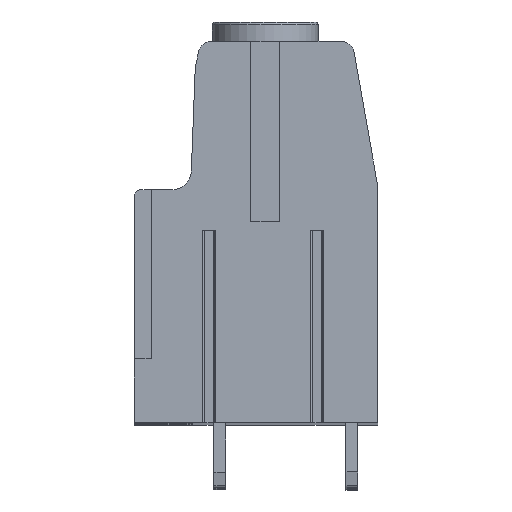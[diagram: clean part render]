
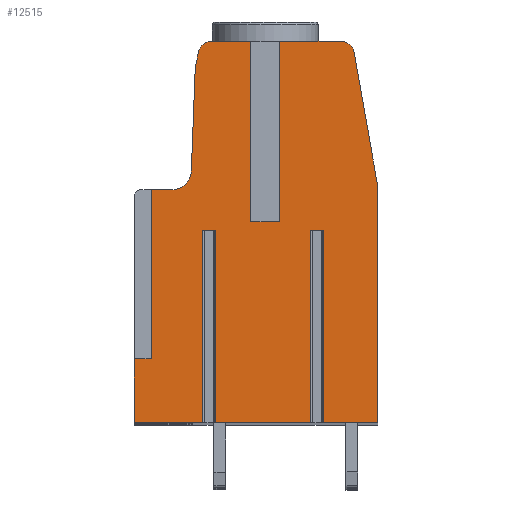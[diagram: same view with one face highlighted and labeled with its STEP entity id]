
A CAD part, top view. The second image highlights one B-rep face of the part: STEP entity #12515.
In plain terms, the highlighted planar face has unit normal (0, 0, 1).
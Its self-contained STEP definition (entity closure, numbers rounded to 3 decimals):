
#16=DIRECTION('',(0.,-1.,0.));
#17=VECTOR('',#16,13.85);
#18=CARTESIAN_POINT('',(1.8,13.9,106.68));
#19=LINE('',#18,#17);
#20=DIRECTION('',(-1.,0.,0.));
#21=VECTOR('',#20,4.762);
#22=CARTESIAN_POINT('',(6.562,13.9,106.68));
#23=LINE('',#22,#21);
#24=CARTESIAN_POINT('',(6.562,12.9,106.68));
#25=DIRECTION('',(0.,0.,1.));
#26=DIRECTION('',(0.985,0.174,0.));
#27=AXIS2_PLACEMENT_3D('',#24,#25,#26);
#29=DIRECTION('',(-0.174,0.985,0.));
#30=VECTOR('',#29,10.381);
#31=CARTESIAN_POINT('',(9.35,2.85,106.68));
#32=LINE('',#31,#30);
#33=DIRECTION('',(0.,1.,0.));
#34=VECTOR('',#33,18.25);
#35=CARTESIAN_POINT('',(9.35,-15.4,106.68));
#36=LINE('',#35,#34);
#37=DIRECTION('',(1.,0.,0.));
#38=VECTOR('',#37,4.173);
#39=CARTESIAN_POINT('',(5.177,-15.4,106.68));
#40=LINE('',#39,#38);
#41=DIRECTION('',(0.,-1.,0.));
#42=VECTOR('',#41,14.8);
#43=CARTESIAN_POINT('',(5.177,-0.6,106.68));
#44=LINE('',#43,#42);
#45=DIRECTION('',(-1.,0.,0.));
#46=VECTOR('',#45,0.955);
#47=CARTESIAN_POINT('',(5.177,-0.6,106.68));
#48=LINE('',#47,#46);
#49=DIRECTION('',(0.,-1.,0.));
#50=VECTOR('',#49,14.8);
#51=CARTESIAN_POINT('',(4.223,-0.6,106.68));
#52=LINE('',#51,#50);
#53=DIRECTION('',(1.,0.,0.));
#54=VECTOR('',#53,7.345);
#55=CARTESIAN_POINT('',(-3.123,-15.4,106.68));
#56=LINE('',#55,#54);
#57=DIRECTION('',(0.,-1.,0.));
#58=VECTOR('',#57,14.8);
#59=CARTESIAN_POINT('',(-3.123,-0.6,106.68));
#60=LINE('',#59,#58);
#61=DIRECTION('',(-1.,0.,0.));
#62=VECTOR('',#61,0.955);
#63=CARTESIAN_POINT('',(-3.123,-0.6,106.68));
#64=LINE('',#63,#62);
#65=DIRECTION('',(0.,-1.,0.));
#66=VECTOR('',#65,14.8);
#67=CARTESIAN_POINT('',(-4.077,-0.6,106.68));
#68=LINE('',#67,#66);
#69=DIRECTION('',(1.,0.,0.));
#70=VECTOR('',#69,5.273);
#71=CARTESIAN_POINT('',(-9.35,-15.4,106.68));
#72=LINE('',#71,#70);
#73=DIRECTION('',(0.,-1.,0.));
#74=VECTOR('',#73,4.9);
#75=CARTESIAN_POINT('',(-9.35,-10.5,106.68));
#76=LINE('',#75,#74);
#77=DIRECTION('',(1.,0.,0.));
#78=VECTOR('',#77,1.3);
#79=CARTESIAN_POINT('',(-9.35,-10.5,106.68));
#80=LINE('',#79,#78);
#81=DIRECTION('',(0.,1.,0.));
#82=VECTOR('',#81,13.);
#83=CARTESIAN_POINT('',(-8.05,-10.5,106.68));
#84=LINE('',#83,#82);
#85=DIRECTION('',(-1.,0.,0.));
#86=VECTOR('',#85,1.578);
#87=CARTESIAN_POINT('',(-6.472,2.5,106.68));
#88=LINE('',#87,#86);
#89=CARTESIAN_POINT('',(-6.472,4.,106.68));
#90=DIRECTION('',(0.,0.,-1.));
#91=DIRECTION('',(0.999,-0.038,0.));
#92=AXIS2_PLACEMENT_3D('',#89,#90,#91);
#94=DIRECTION('',(-0.038,-0.999,0.));
#95=VECTOR('',#94,7.704);
#96=CARTESIAN_POINT('',(-4.681,11.641,106.68));
#97=LINE('',#96,#95);
#98=CARTESIAN_POINT('',(-1.683,11.527,106.68));
#99=DIRECTION('',(0.,0.,1.));
#100=DIRECTION('',(-0.978,0.208,0.));
#101=AXIS2_PLACEMENT_3D('',#98,#99,#100);
#103=DIRECTION('',(-0.208,-0.978,0.));
#104=VECTOR('',#103,0.978);
#105=CARTESIAN_POINT('',(-4.414,13.108,106.68));
#106=LINE('',#105,#104);
#107=CARTESIAN_POINT('',(-3.436,12.9,106.68));
#108=DIRECTION('',(0.,0.,1.));
#109=DIRECTION('',(0.,1.,0.));
#110=AXIS2_PLACEMENT_3D('',#107,#108,#109);
#112=DIRECTION('',(-1.,0.,0.));
#113=VECTOR('',#112,3.036);
#114=CARTESIAN_POINT('',(-0.4,13.9,106.68));
#115=LINE('',#114,#113);
#116=DIRECTION('',(0.,-1.,0.));
#117=VECTOR('',#116,13.85);
#118=CARTESIAN_POINT('',(-0.4,13.9,106.68));
#119=LINE('',#118,#117);
#120=DIRECTION('',(1.,0.,0.));
#121=VECTOR('',#120,2.2);
#122=CARTESIAN_POINT('',(-0.4,0.05,106.68));
#123=LINE('',#122,#121);
#9688=CARTESIAN_POINT('',(9.35,-15.4,106.68));
#9689=CARTESIAN_POINT('',(9.35,2.85,106.68));
#9690=VERTEX_POINT('',#9688);
#9691=VERTEX_POINT('',#9689);
#9692=CARTESIAN_POINT('',(7.547,13.074,106.68));
#9693=VERTEX_POINT('',#9692);
#9694=CARTESIAN_POINT('',(6.562,13.9,106.68));
#9695=VERTEX_POINT('',#9694);
#9696=CARTESIAN_POINT('',(-3.436,13.9,106.68));
#9697=CARTESIAN_POINT('',(-4.414,13.108,106.68));
#9698=VERTEX_POINT('',#9696);
#9699=VERTEX_POINT('',#9697);
#9700=CARTESIAN_POINT('',(-4.617,12.151,106.68));
#9701=VERTEX_POINT('',#9700);
#9702=CARTESIAN_POINT('',(-4.681,11.641,106.68));
#9703=VERTEX_POINT('',#9702);
#9704=CARTESIAN_POINT('',(-4.973,3.943,106.68));
#9705=VERTEX_POINT('',#9704);
#9706=CARTESIAN_POINT('',(-6.472,2.5,106.68));
#9707=VERTEX_POINT('',#9706);
#9824=CARTESIAN_POINT('',(5.177,-15.4,106.68));
#9825=VERTEX_POINT('',#9824);
#9827=CARTESIAN_POINT('',(4.223,-15.4,106.68));
#9829=VERTEX_POINT('',#9827);
#9840=CARTESIAN_POINT('',(-3.123,-15.4,106.68));
#9841=VERTEX_POINT('',#9840);
#9843=CARTESIAN_POINT('',(-4.077,-15.4,106.68));
#9845=VERTEX_POINT('',#9843);
#9850=CARTESIAN_POINT('',(5.177,-0.6,106.68));
#9851=CARTESIAN_POINT('',(4.223,-0.6,106.68));
#9852=VERTEX_POINT('',#9850);
#9853=VERTEX_POINT('',#9851);
#9854=CARTESIAN_POINT('',(-3.123,-0.6,106.68));
#9855=CARTESIAN_POINT('',(-4.077,-0.6,106.68));
#9856=VERTEX_POINT('',#9854);
#9857=VERTEX_POINT('',#9855);
#9858=CARTESIAN_POINT('',(-9.35,-15.4,106.68));
#9859=VERTEX_POINT('',#9858);
#10068=CARTESIAN_POINT('',(-9.35,-10.5,106.68));
#10069=CARTESIAN_POINT('',(-8.05,-10.5,106.68));
#10070=VERTEX_POINT('',#10068);
#10071=VERTEX_POINT('',#10069);
#10072=CARTESIAN_POINT('',(-8.05,2.5,106.68));
#10073=VERTEX_POINT('',#10072);
#10224=CARTESIAN_POINT('',(1.8,13.9,106.68));
#10225=CARTESIAN_POINT('',(1.8,0.05,106.68));
#10226=VERTEX_POINT('',#10224);
#10227=VERTEX_POINT('',#10225);
#10228=CARTESIAN_POINT('',(-0.4,13.9,106.68));
#10229=CARTESIAN_POINT('',(-0.4,0.05,106.68));
#10230=VERTEX_POINT('',#10228);
#10231=VERTEX_POINT('',#10229);
#12456=CARTESIAN_POINT('',(0.,0.,106.68));
#12457=DIRECTION('',(0.,0.,1.));
#12458=DIRECTION('',(1.,0.,0.));
#12459=AXIS2_PLACEMENT_3D('',#12456,#12457,#12458);
#12460=PLANE('',#12459);
#12462=ORIENTED_EDGE('',*,*,#12461,.F.);
#12464=ORIENTED_EDGE('',*,*,#12463,.F.);
#12466=ORIENTED_EDGE('',*,*,#12465,.F.);
#12468=ORIENTED_EDGE('',*,*,#12467,.F.);
#12470=ORIENTED_EDGE('',*,*,#12469,.F.);
#12472=ORIENTED_EDGE('',*,*,#12471,.F.);
#12474=ORIENTED_EDGE('',*,*,#12473,.F.);
#12476=ORIENTED_EDGE('',*,*,#12475,.T.);
#12478=ORIENTED_EDGE('',*,*,#12477,.T.);
#12480=ORIENTED_EDGE('',*,*,#12479,.F.);
#12482=ORIENTED_EDGE('',*,*,#12481,.F.);
#12484=ORIENTED_EDGE('',*,*,#12483,.T.);
#12486=ORIENTED_EDGE('',*,*,#12485,.T.);
#12488=ORIENTED_EDGE('',*,*,#12487,.F.);
#12490=ORIENTED_EDGE('',*,*,#12489,.F.);
#12492=ORIENTED_EDGE('',*,*,#12491,.T.);
#12494=ORIENTED_EDGE('',*,*,#12493,.T.);
#12496=ORIENTED_EDGE('',*,*,#12495,.F.);
#12498=ORIENTED_EDGE('',*,*,#12497,.F.);
#12500=ORIENTED_EDGE('',*,*,#12499,.F.);
#12502=ORIENTED_EDGE('',*,*,#12501,.F.);
#12504=ORIENTED_EDGE('',*,*,#12503,.F.);
#12506=ORIENTED_EDGE('',*,*,#12505,.F.);
#12508=ORIENTED_EDGE('',*,*,#12507,.F.);
#12510=ORIENTED_EDGE('',*,*,#12509,.T.);
#12512=ORIENTED_EDGE('',*,*,#12511,.T.);
#12513=EDGE_LOOP('',(#12462,#12464,#12466,#12468,#12470,#12472,#12474,#12476,
#12478,#12480,#12482,#12484,#12486,#12488,#12490,#12492,#12494,#12496,#12498,
#12500,#12502,#12504,#12506,#12508,#12510,#12512));
#12514=FACE_OUTER_BOUND('',#12513,.F.);
#28=CIRCLE('',#27,1.);
#93=CIRCLE('',#92,1.5);
#102=CIRCLE('',#101,3.);
#111=CIRCLE('',#110,1.);
#12461=EDGE_CURVE('',#10226,#10227,#19,.T.);
#12463=EDGE_CURVE('',#9695,#10226,#23,.T.);
#12465=EDGE_CURVE('',#9693,#9695,#28,.T.);
#12467=EDGE_CURVE('',#9691,#9693,#32,.T.);
#12469=EDGE_CURVE('',#9690,#9691,#36,.T.);
#12471=EDGE_CURVE('',#9825,#9690,#40,.T.);
#12473=EDGE_CURVE('',#9852,#9825,#44,.T.);
#12475=EDGE_CURVE('',#9852,#9853,#48,.T.);
#12477=EDGE_CURVE('',#9853,#9829,#52,.T.);
#12479=EDGE_CURVE('',#9841,#9829,#56,.T.);
#12481=EDGE_CURVE('',#9856,#9841,#60,.T.);
#12483=EDGE_CURVE('',#9856,#9857,#64,.T.);
#12485=EDGE_CURVE('',#9857,#9845,#68,.T.);
#12487=EDGE_CURVE('',#9859,#9845,#72,.T.);
#12489=EDGE_CURVE('',#10070,#9859,#76,.T.);
#12491=EDGE_CURVE('',#10070,#10071,#80,.T.);
#12493=EDGE_CURVE('',#10071,#10073,#84,.T.);
#12495=EDGE_CURVE('',#9707,#10073,#88,.T.);
#12497=EDGE_CURVE('',#9705,#9707,#93,.T.);
#12499=EDGE_CURVE('',#9703,#9705,#97,.T.);
#12501=EDGE_CURVE('',#9701,#9703,#102,.T.);
#12503=EDGE_CURVE('',#9699,#9701,#106,.T.);
#12505=EDGE_CURVE('',#9698,#9699,#111,.T.);
#12507=EDGE_CURVE('',#10230,#9698,#115,.T.);
#12509=EDGE_CURVE('',#10230,#10231,#119,.T.);
#12511=EDGE_CURVE('',#10231,#10227,#123,.T.);
#12515=ADVANCED_FACE('',(#12514),#12460,.T.);
